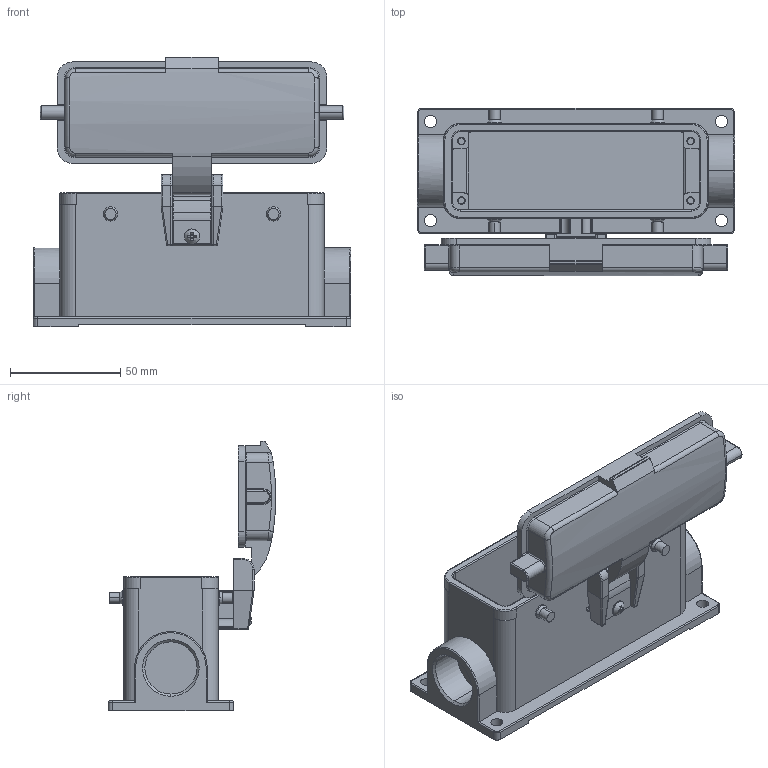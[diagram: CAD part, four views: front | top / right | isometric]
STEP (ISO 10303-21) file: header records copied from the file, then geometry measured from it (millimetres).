
FILE_DESCRIPTION (( 'STEP AP203' ), '1' );
FILE_NAME ('H24B-SM-4PR-PC.STEP', '2024-10-22T06:18:09', ( 'Windows 蚚誧' ), ( '' ), 'SwSTEP 2.0', 'SolidWorks 2023', '' );
FILE_SCHEMA (( 'CONFIG_CONTROL_DESIGN' ));
Length unit declared in the file: millimetre
Products named in the file (1): H24B-SM-4PR-PC
Bounding box: 144 x 76.15 x 122.5 mm (x, y, z)
Volume: 148792.7 mm3; surface area: 84530.9 mm2
Topology: 1 solids, 4 shells, 531 faces, 1349 edges, 839 vertices
Faces by surface type: cylinder 257, plane 199, torus 40, sphere 14, cone 12, bspline 9
Entity records: 16488 total; most frequent: CARTESIAN_POINT 3463, DIRECTION 2822, ORIENTED_EDGE 2674, EDGE_CURVE 1337, AXIS2_PLACEMENT_3D 1054, VERTEX_POINT 839, LINE 714, VECTOR 714
